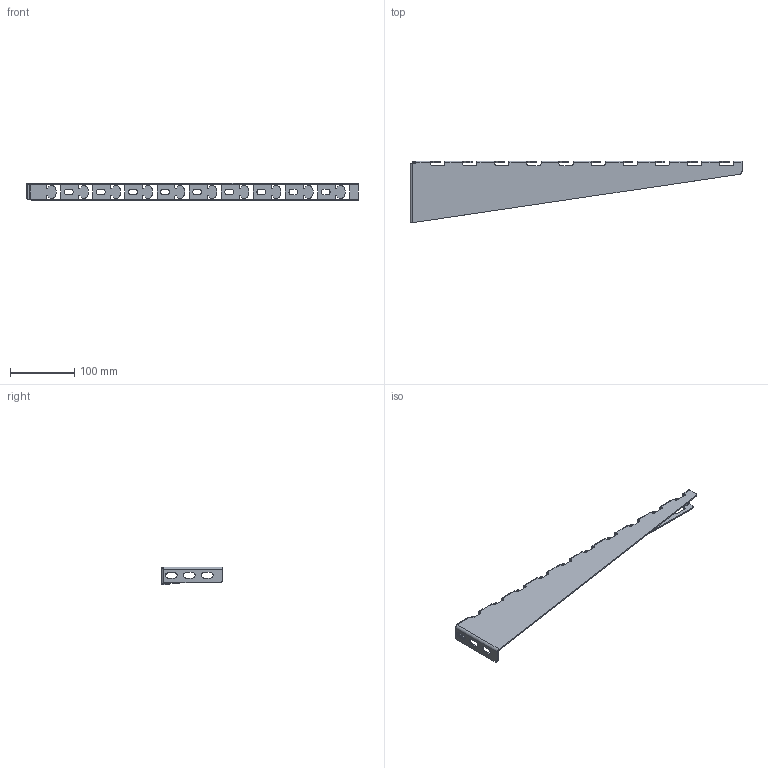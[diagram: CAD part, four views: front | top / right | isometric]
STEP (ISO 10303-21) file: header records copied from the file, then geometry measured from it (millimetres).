
FILE_DESCRIPTION((''),'2;1');
FILE_NAME('902350','2020-03-27T14:27:28',('tomasz.grudniewski'),(''),'CREO PARAMETRIC BY PTC INC, 2019080','CREO PARAMETRIC BY PTC INC, 2019080','');
FILE_SCHEMA(('CONFIG_CONTROL_DESIGN'));
Length unit declared in the file: millimetre
Products named in the file (1): 902350
Bounding box: 517 x 95.71 x 28 mm (x, y, z)
Volume: 86900.7 mm3; surface area: 93599.6 mm2
Topology: 1 solids, 1 shells, 437 faces, 1173 edges, 718 vertices
Faces by surface type: plane 250, cylinder 187
Entity records: 13615 total; most frequent: DIRECTION 2421, ORIENTED_EDGE 2346, CARTESIAN_POINT 2328, EDGE_CURVE 1173, AXIS2_PLACEMENT_3D 811, VECTOR 799, LINE 799, VERTEX_POINT 718
